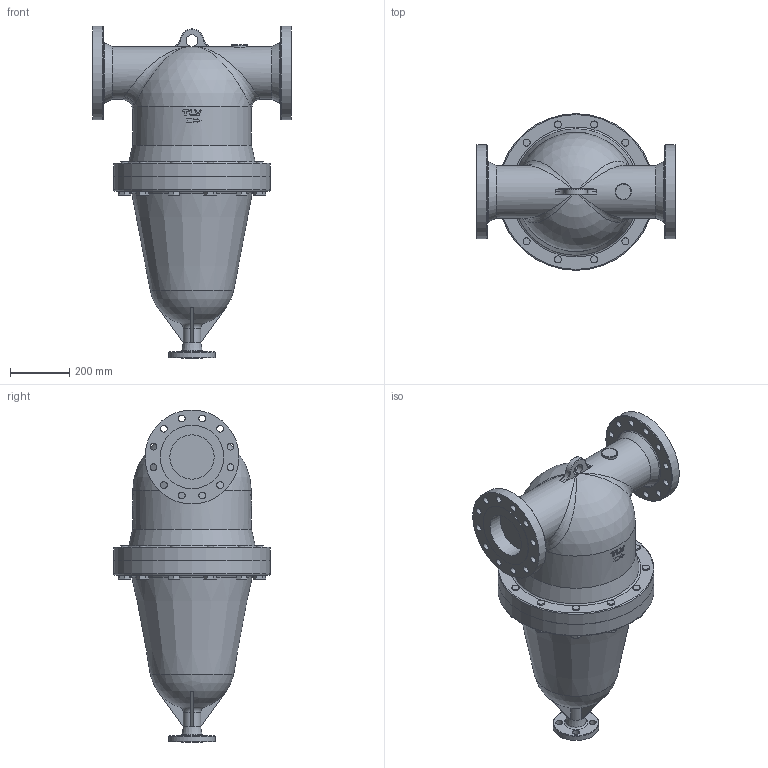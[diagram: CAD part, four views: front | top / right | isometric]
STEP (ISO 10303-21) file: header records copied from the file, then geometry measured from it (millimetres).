
FILE_DESCRIPTION(/* description */ (''),/* implementation_level */ '2;1');
FILE_NAME(/* name */ 'dc300-150-a0300-00.stp',/* time_stamp */ '2019-09-30T10:13:26+09:00',/* author */ ('nakaot'),/* organization */ (''),/* preprocessor_version */ 'ST-DEVELOPER v18',/* originating_system */ 'Autodesk Inventor 2020',/* authorisation */ '');
FILE_SCHEMA (('AUTOMOTIVE_DESIGN { 1 0 10303 214 3 1 1 }'));
Length unit declared in the file: millimetre
Products named in the file (1): dc3a0-150-a0300-00
Bounding box: 674 x 530 x 1124 mm (x, y, z)
Volume: 111906569.6 mm3; surface area: 2408271 mm2
Topology: 2 solids, 2 shells, 430 faces, 1072 edges, 695 vertices
Faces by surface type: plane 185, cylinder 95, cone 79, bspline 48, torus 20, sphere 3
Full cylindrical faces by diameter (mm): 23 x28, 24 x24, 27 x12, 40 x2, 55 x1, 150 x2, 156 x1, 178 x2, 200 x1, 215.9 x2, 318 x2, 402 x1, 530 x2
Entity records: 24241 total; most frequent: CARTESIAN_POINT 14243, ORIENTED_EDGE 2140, DIRECTION 1954, EDGE_CURVE 1070, AXIS2_PLACEMENT_3D 788, VERTEX_POINT 698, EDGE_LOOP 568, FACE_OUTER_BOUND 430
